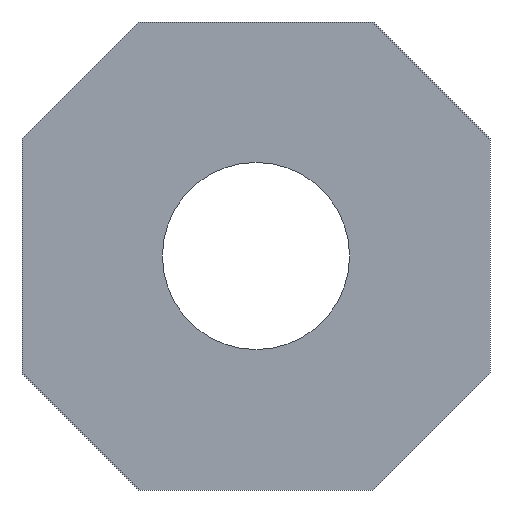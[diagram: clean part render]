
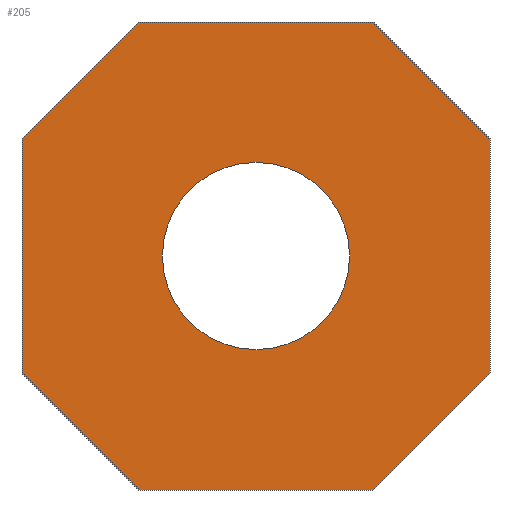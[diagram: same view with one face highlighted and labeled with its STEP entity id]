
A CAD part, front view. The second image highlights one B-rep face of the part: STEP entity #205.
In plain terms, the highlighted planar face has unit normal (0, -1, 0).
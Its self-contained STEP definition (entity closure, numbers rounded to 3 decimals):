
#16=FACE_BOUND('',#34,.T.);
#18=CIRCLE('',#231,0.8);
#22=FACE_OUTER_BOUND('',#33,.T.);
#33=EDGE_LOOP('',(#147,#148,#149,#150,#151,#152,#153,#154));
#34=EDGE_LOOP('',(#155));
#46=LINE('',#302,#71);
#48=LINE('',#306,#73);
#51=LINE('',#312,#76);
#52=LINE('',#314,#77);
#53=LINE('',#316,#78);
#54=LINE('',#318,#79);
#55=LINE('',#320,#80);
#56=LINE('',#321,#81);
#71=VECTOR('',#247,10.);
#73=VECTOR('',#251,10.);
#76=VECTOR('',#256,10.);
#77=VECTOR('',#257,10.);
#78=VECTOR('',#258,10.);
#79=VECTOR('',#259,10.);
#80=VECTOR('',#260,10.);
#81=VECTOR('',#261,10.);
#96=VERTEX_POINT('',#299);
#97=VERTEX_POINT('',#301);
#98=VERTEX_POINT('',#305);
#100=VERTEX_POINT('',#311);
#101=VERTEX_POINT('',#313);
#102=VERTEX_POINT('',#315);
#103=VERTEX_POINT('',#317);
#104=VERTEX_POINT('',#319);
#105=VERTEX_POINT('',#322);
#114=EDGE_CURVE('',#96,#97,#46,.T.);
#116=EDGE_CURVE('',#98,#97,#48,.T.);
#119=EDGE_CURVE('',#96,#100,#51,.T.);
#120=EDGE_CURVE('',#101,#100,#52,.T.);
#121=EDGE_CURVE('',#101,#102,#53,.T.);
#122=EDGE_CURVE('',#103,#102,#54,.T.);
#123=EDGE_CURVE('',#103,#104,#55,.T.);
#124=EDGE_CURVE('',#98,#104,#56,.T.);
#125=EDGE_CURVE('',#105,#105,#18,.T.);
#147=ORIENTED_EDGE('',*,*,#114,.F.);
#148=ORIENTED_EDGE('',*,*,#119,.T.);
#149=ORIENTED_EDGE('',*,*,#120,.F.);
#150=ORIENTED_EDGE('',*,*,#121,.T.);
#151=ORIENTED_EDGE('',*,*,#122,.F.);
#152=ORIENTED_EDGE('',*,*,#123,.T.);
#153=ORIENTED_EDGE('',*,*,#124,.F.);
#154=ORIENTED_EDGE('',*,*,#116,.T.);
#155=ORIENTED_EDGE('',*,*,#125,.F.);
#195=PLANE('',#230);
#205=ADVANCED_FACE('',(#22,#16),#195,.F.);
#230=AXIS2_PLACEMENT_3D('',#310,#254,#255);
#231=AXIS2_PLACEMENT_3D('',#323,#262,#263);
#247=DIRECTION('',(-0.707,0.,-0.707));
#251=DIRECTION('',(1.,0.,0.));
#254=DIRECTION('center_axis',(0.,1.,0.));
#255=DIRECTION('ref_axis',(1.,0.,0.));
#256=DIRECTION('',(0.,0.,1.));
#257=DIRECTION('',(0.707,0.,-0.707));
#258=DIRECTION('',(-1.,0.,0.));
#259=DIRECTION('',(0.707,0.,0.707));
#260=DIRECTION('',(0.,0.,-1.));
#261=DIRECTION('',(-0.707,0.,0.707));
#262=DIRECTION('center_axis',(0.,-1.,0.));
#263=DIRECTION('ref_axis',(1.,0.,0.));
#299=CARTESIAN_POINT('',(4.,0.,1.));
#301=CARTESIAN_POINT('',(3.,0.,0.));
#302=CARTESIAN_POINT('',(3.5,0.,0.5));
#305=CARTESIAN_POINT('',(1.,0.,0.));
#306=CARTESIAN_POINT('',(0.,0.,0.));
#310=CARTESIAN_POINT('Origin',(2.,0.,2.));
#311=CARTESIAN_POINT('',(4.,0.,3.));
#312=CARTESIAN_POINT('',(4.,0.,0.));
#313=CARTESIAN_POINT('',(3.,0.,4.));
#314=CARTESIAN_POINT('',(3.5,0.,3.5));
#315=CARTESIAN_POINT('',(1.,0.,4.));
#316=CARTESIAN_POINT('',(4.,0.,4.));
#317=CARTESIAN_POINT('',(0.,0.,3.));
#318=CARTESIAN_POINT('',(0.5,0.,3.5));
#319=CARTESIAN_POINT('',(0.,0.,1.));
#320=CARTESIAN_POINT('',(0.,0.,4.));
#321=CARTESIAN_POINT('',(0.5,0.,0.5));
#322=CARTESIAN_POINT('',(1.2,0.,2.));
#323=CARTESIAN_POINT('Origin',(2.,0.,2.));
